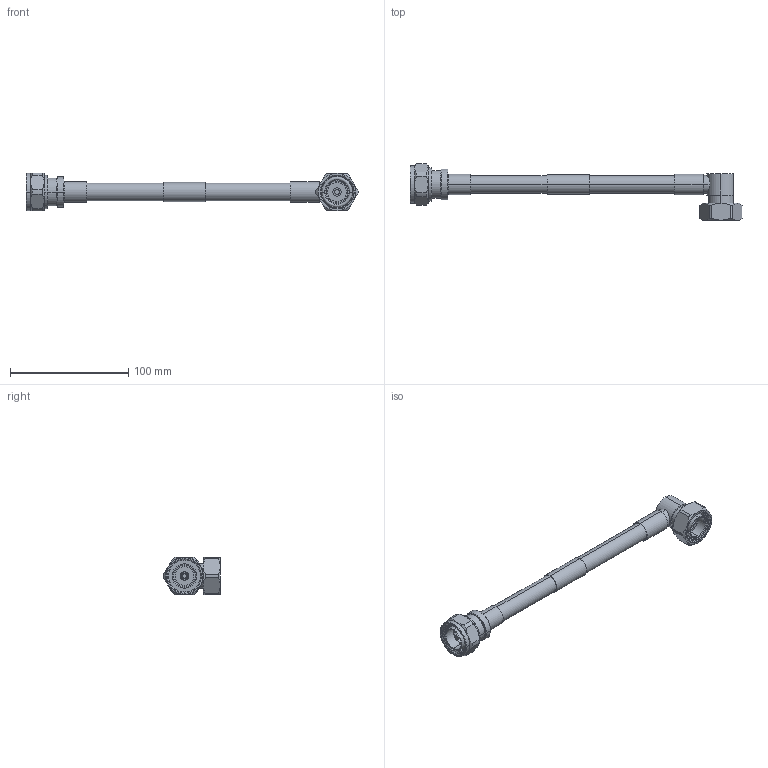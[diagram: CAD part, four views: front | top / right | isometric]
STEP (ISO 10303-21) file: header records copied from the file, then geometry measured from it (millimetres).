
FILE_DESCRIPTION (( 'STEP AP214' ), '1' );
FILE_NAME ('FMCA100289_3D.step', '2025-02-11T17:23:02', ( '' ), ( '' ), 'SwSTEP 2.0', 'SolidWorks 2022', '' );
FILE_SCHEMA (( 'AUTOMOTIVE_DESIGN' ));
Length unit declared in the file: inch
Products named in the file (4): PE45640^FMCA100289_Exp.; PE4090^FMCA100289; LMR-600-UF^FMCA100289_WITH LABEL; FMCA100289_3D
Assembly tree (3 placements, depth 2):
  FMCA100289_3D
    LMR-600-UF^FMCA100289_WITH LABEL
    PE45640^FMCA100289_Exp.
    PE4090^FMCA100289
Bounding box: 280.71 x 47.66 x 32.02 mm (x, y, z)
Volume: 71906.9 mm3; surface area: 33718.1 mm2
Topology: 5 solids, 6 shells, 278 faces, 618 edges, 381 vertices
Faces by surface type: cylinder 122, cone 78, plane 63, torus 10, bspline 5
Entity records: 9427 total; most frequent: CARTESIAN_POINT 2850, DIRECTION 1405, ORIENTED_EDGE 1236, EDGE_CURVE 618, AXIS2_PLACEMENT_3D 595, VERTEX_POINT 381, CIRCLE 316, EDGE_LOOP 313
